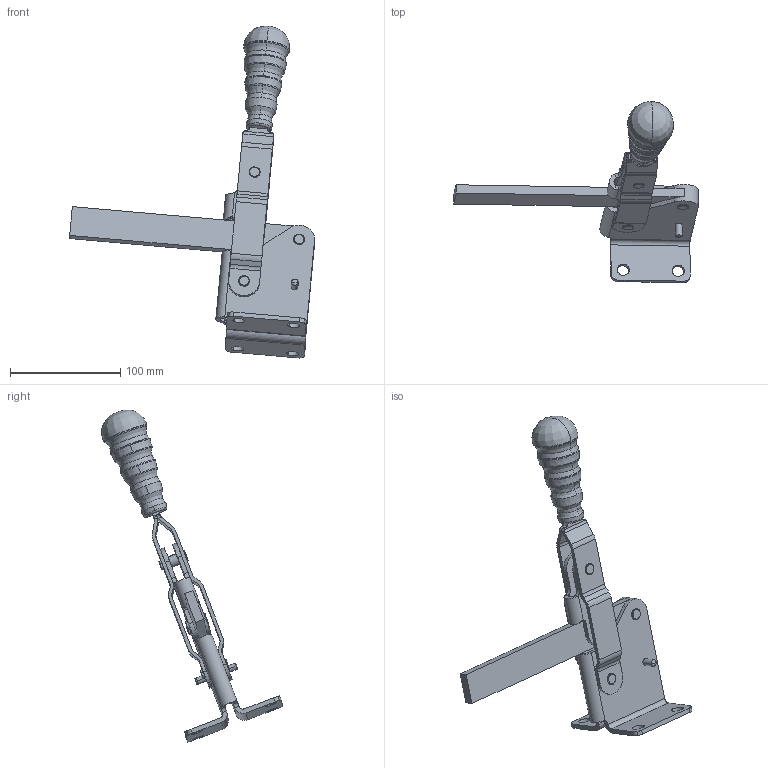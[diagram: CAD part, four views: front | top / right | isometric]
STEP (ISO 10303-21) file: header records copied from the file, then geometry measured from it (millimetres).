
FILE_DESCRIPTION((''),'2;1');
FILE_NAME('216F.0.stp','2005-08-29T15:28:06',('CAD'),(''),'Autodesk Inventor 8','Autodesk Inventor 8','');
FILE_SCHEMA(('AUTOMOTIVE_DESIGN { 1 0 10303 214 1 1 1 1 }'));
Length unit declared in the file: millimetre
Products named in the file (1): Part35
Bounding box: 222.04 x 163.97 x 300.92 mm (x, y, z)
Volume: 255455.8 mm3; surface area: 97744.8 mm2
Topology: 1 solids, 5 shells, 1170 faces, 3501 edges, 2130 vertices
Faces by surface type: plane 661, cone 308, cylinder 125, bspline 50, torus 24, sphere 2
Entity records: 41282 total; most frequent: CARTESIAN_POINT 10346, ORIENTED_EDGE 6978, DIRECTION 6485, EDGE_CURVE 3489, AXIS2_PLACEMENT_3D 2459, VERTEX_POINT 2130, VECTOR 1567, LINE 1567
